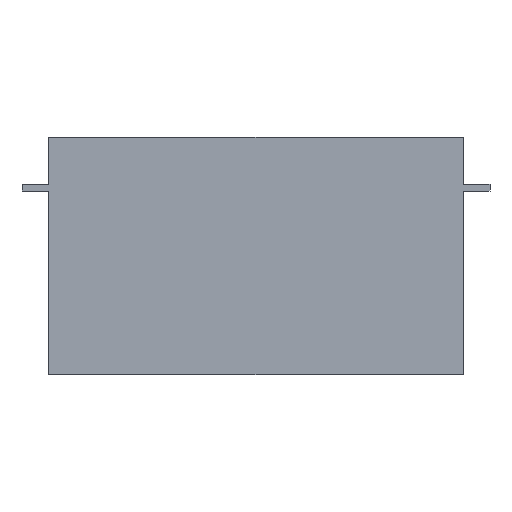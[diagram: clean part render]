
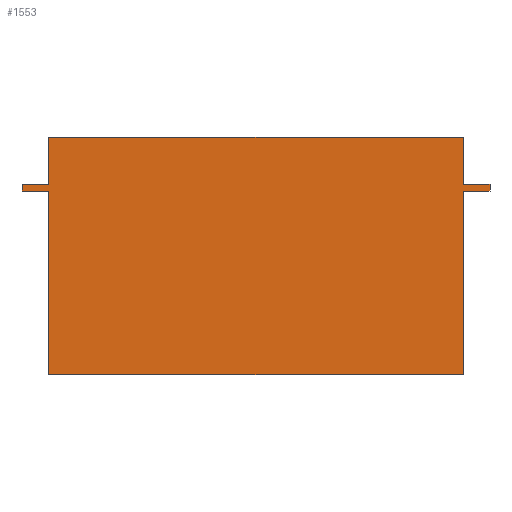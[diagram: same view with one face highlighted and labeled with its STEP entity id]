
A CAD part, front view. The second image highlights one B-rep face of the part: STEP entity #1553.
In plain terms, the highlighted planar face has unit normal (0, -1, 0).
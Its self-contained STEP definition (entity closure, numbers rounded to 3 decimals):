
#182=FACE_OUTER_BOUND('',#293,.T.);
#293=EDGE_LOOP('',(#1409,#1410,#1411,#1412,#1413,#1414,#1415,#1416,#1417,
#1418,#1419,#1420));
#383=LINE('',#2343,#554);
#387=LINE('',#2352,#558);
#391=LINE('',#2370,#562);
#392=LINE('',#2373,#563);
#395=LINE('',#2378,#566);
#398=LINE('',#2384,#569);
#400=LINE('',#2389,#571);
#402=LINE('',#2392,#573);
#403=LINE('',#2395,#574);
#406=LINE('',#2400,#577);
#466=LINE('',#2521,#637);
#467=LINE('',#2523,#638);
#554=VECTOR('',#1925,10.);
#558=VECTOR('',#1933,10.);
#562=VECTOR('',#1955,10.);
#563=VECTOR('',#1958,10.);
#566=VECTOR('',#1963,10.);
#569=VECTOR('',#1968,10.);
#571=VECTOR('',#1972,10.);
#573=VECTOR('',#1976,10.);
#574=VECTOR('',#1979,10.);
#577=VECTOR('',#1984,10.);
#637=VECTOR('',#2086,10.);
#638=VECTOR('',#2089,10.);
#724=VERTEX_POINT('',#2340);
#725=VERTEX_POINT('',#2342);
#727=VERTEX_POINT('',#2348);
#728=VERTEX_POINT('',#2350);
#734=VERTEX_POINT('',#2372);
#735=VERTEX_POINT('',#2376);
#736=VERTEX_POINT('',#2380);
#737=VERTEX_POINT('',#2382);
#738=VERTEX_POINT('',#2386);
#739=VERTEX_POINT('',#2388);
#740=VERTEX_POINT('',#2394);
#741=VERTEX_POINT('',#2398);
#903=EDGE_CURVE('',#724,#725,#383,.T.);
#908=EDGE_CURVE('',#727,#728,#387,.T.);
#917=EDGE_CURVE('',#725,#728,#391,.T.);
#918=EDGE_CURVE('',#734,#727,#392,.T.);
#921=EDGE_CURVE('',#724,#735,#395,.T.);
#924=EDGE_CURVE('',#736,#737,#398,.T.);
#926=EDGE_CURVE('',#738,#739,#400,.T.);
#928=EDGE_CURVE('',#739,#737,#402,.T.);
#929=EDGE_CURVE('',#740,#736,#403,.T.);
#932=EDGE_CURVE('',#738,#741,#406,.T.);
#992=EDGE_CURVE('',#735,#740,#466,.T.);
#993=EDGE_CURVE('',#741,#734,#467,.T.);
#1409=ORIENTED_EDGE('',*,*,#993,.T.);
#1410=ORIENTED_EDGE('',*,*,#918,.T.);
#1411=ORIENTED_EDGE('',*,*,#908,.T.);
#1412=ORIENTED_EDGE('',*,*,#917,.F.);
#1413=ORIENTED_EDGE('',*,*,#903,.F.);
#1414=ORIENTED_EDGE('',*,*,#921,.T.);
#1415=ORIENTED_EDGE('',*,*,#992,.T.);
#1416=ORIENTED_EDGE('',*,*,#929,.T.);
#1417=ORIENTED_EDGE('',*,*,#924,.T.);
#1418=ORIENTED_EDGE('',*,*,#928,.F.);
#1419=ORIENTED_EDGE('',*,*,#926,.F.);
#1420=ORIENTED_EDGE('',*,*,#932,.T.);
#1477=PLANE('',#1685);
#1553=ADVANCED_FACE('',(#182),#1477,.F.);
#1685=AXIS2_PLACEMENT_3D('',#2526,#2093,#2094);
#1925=DIRECTION('',(-1.,0.,0.));
#1933=DIRECTION('',(-1.,0.,0.));
#1955=DIRECTION('',(0.,0.,1.));
#1958=DIRECTION('',(0.,0.,-1.));
#1963=DIRECTION('',(0.,0.,-1.));
#1968=DIRECTION('',(1.,0.,0.));
#1972=DIRECTION('',(1.,0.,0.));
#1976=DIRECTION('',(0.,0.,-1.));
#1979=DIRECTION('',(0.,0.,1.));
#1984=DIRECTION('',(0.,0.,1.));
#2086=DIRECTION('',(1.,0.,0.));
#2089=DIRECTION('',(-1.,0.,0.));
#2093=DIRECTION('center_axis',(0.,1.,0.));
#2094=DIRECTION('ref_axis',(1.,0.,0.));
#2340=CARTESIAN_POINT('',(0.,0.,82.));
#2342=CARTESIAN_POINT('',(-12.,0.,82.));
#2343=CARTESIAN_POINT('',(0.,0.,82.));
#2348=CARTESIAN_POINT('',(0.,0.,85.));
#2350=CARTESIAN_POINT('',(-12.,0.,85.));
#2352=CARTESIAN_POINT('',(0.,0.,85.));
#2370=CARTESIAN_POINT('',(-12.,0.,82.));
#2372=CARTESIAN_POINT('',(0.,0.,106.));
#2373=CARTESIAN_POINT('',(0.,0.,102.));
#2376=CARTESIAN_POINT('',(0.,0.,0.));
#2378=CARTESIAN_POINT('',(0.,0.,102.));
#2380=CARTESIAN_POINT('',(185.,0.,82.));
#2382=CARTESIAN_POINT('',(197.,0.,82.));
#2384=CARTESIAN_POINT('',(185.,0.,82.));
#2386=CARTESIAN_POINT('',(185.,0.,85.));
#2388=CARTESIAN_POINT('',(197.,0.,85.));
#2389=CARTESIAN_POINT('',(185.,0.,85.));
#2392=CARTESIAN_POINT('',(197.,0.,82.));
#2394=CARTESIAN_POINT('',(185.,0.,0.));
#2395=CARTESIAN_POINT('',(185.,0.,102.));
#2398=CARTESIAN_POINT('',(185.,0.,106.));
#2400=CARTESIAN_POINT('',(185.,0.,102.));
#2521=CARTESIAN_POINT('',(0.,0.,0.));
#2523=CARTESIAN_POINT('',(185.,0.,106.));
#2526=CARTESIAN_POINT('Origin',(92.5,0.,53.));
